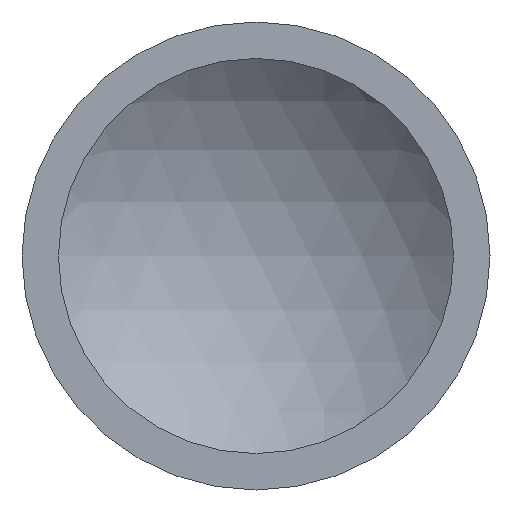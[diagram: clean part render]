
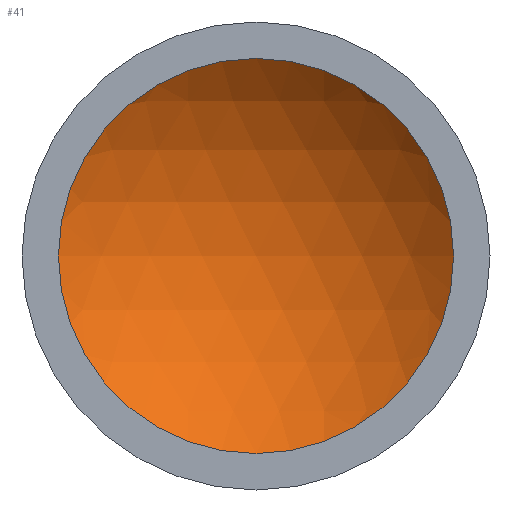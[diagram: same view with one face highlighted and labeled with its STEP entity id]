
A CAD part, front view. The second image highlights one B-rep face of the part: STEP entity #41.
In plain terms, the highlighted spherical face has radius 16.688 mm.
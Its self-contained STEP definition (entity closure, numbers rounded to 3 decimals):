
#21=FACE_OUTER_BOUND('',#24,.T.);
#24=EDGE_LOOP('',(#35));
#28=CIRCLE('',#68,11.399);
#31=VERTEX_POINT('',#89);
#33=EDGE_CURVE('',#31,#31,#28,.T.);
#35=ORIENTED_EDGE('',*,*,#33,.F.);
#39=SPHERICAL_SURFACE('',#67,16.688);
#41=ADVANCED_FACE('',(#21),#39,.F.);
#67=AXIS2_PLACEMENT_3D('',#88,#75,#76);
#68=AXIS2_PLACEMENT_3D('',#90,#77,#78);
#75=DIRECTION('center_axis',(0.,0.,1.));
#76=DIRECTION('ref_axis',(1.,0.,0.));
#77=DIRECTION('center_axis',(0.,1.,0.));
#78=DIRECTION('ref_axis',(0.,0.,1.));
#88=CARTESIAN_POINT('Origin',(0.,-12.188,0.));
#89=CARTESIAN_POINT('',(0.,0.,-11.399));
#90=CARTESIAN_POINT('Origin',(0.,0.,0.));
